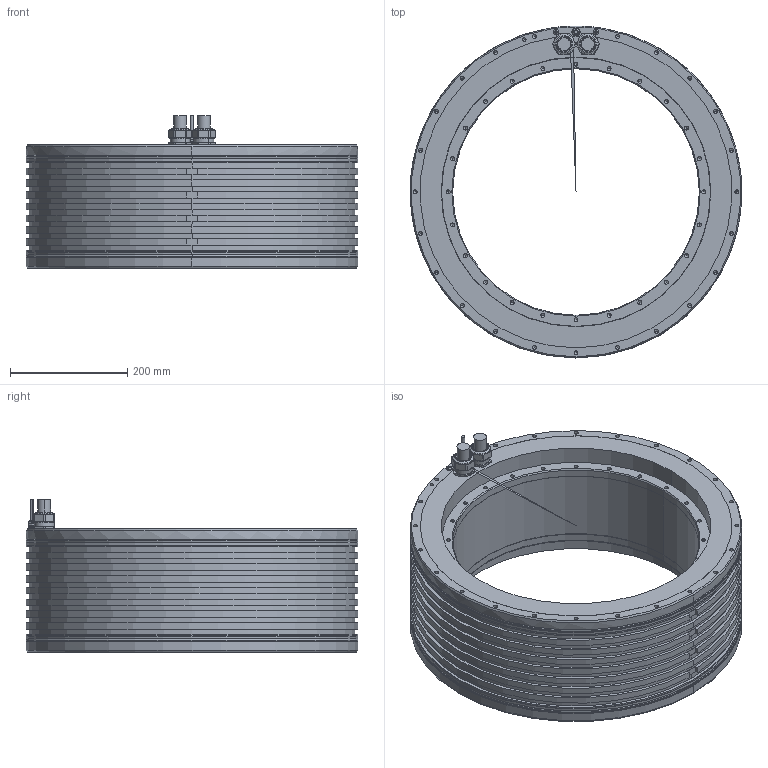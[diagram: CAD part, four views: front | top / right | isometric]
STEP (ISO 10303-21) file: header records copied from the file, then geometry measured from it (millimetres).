
FILE_DESCRIPTION((''),'2;1');
FILE_NAME('PRT0001_1_ASM','2016-08-08T',('ch5533'),(''),'PRO/ENGINEER BY PARAMETRIC TECHNOLOGY CORPORATION, 2014000','PRO/ENGINEER BY PARAMETRIC TECHNOLOGY CORPORATION, 2014000','');
FILE_SCHEMA(('CONFIG_CONTROL_DESIGN'));
Length unit declared in the file: millimetre
Products named in the file (5): BREP_WITH_VOIDS_53389; MANIFOLD_SOLID_BREP_53857; MANIFOLD_SOLID_BREP_54325; MANIFOLD_SOLID_BREP_61464; PRT0001_1_ASM
Assembly tree (4 placements, depth 2):
  PRT0001_1_ASM
    BREP_WITH_VOIDS_53389
    MANIFOLD_SOLID_BREP_53857
    MANIFOLD_SOLID_BREP_54325
    MANIFOLD_SOLID_BREP_61464
Bounding box: 565 x 565 x 259.7 mm (x, y, z)
Volume: 21060546.7 mm3; surface area: 1575035.3 mm2
Topology: 4 solids, 15 shells, 865 faces, 2288 edges, 1381 vertices
Faces by surface type: cylinder 393, cone 256, plane 144, torus 60, revolution 8, sphere 4
Entity records: 32150 total; most frequent: DIRECTION 5001, CARTESIAN_POINT 4716, ORIENTED_EDGE 4180, EDGE_CURVE 2090, AXIS2_PLACEMENT_3D 2087, VERTEX_POINT 1381, CIRCLE 1221, EDGE_LOOP 1017
